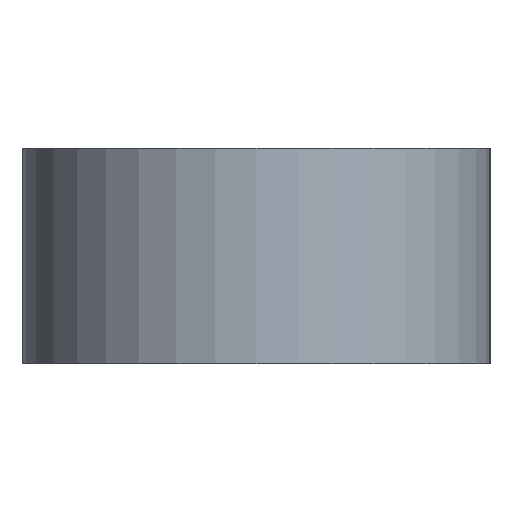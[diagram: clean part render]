
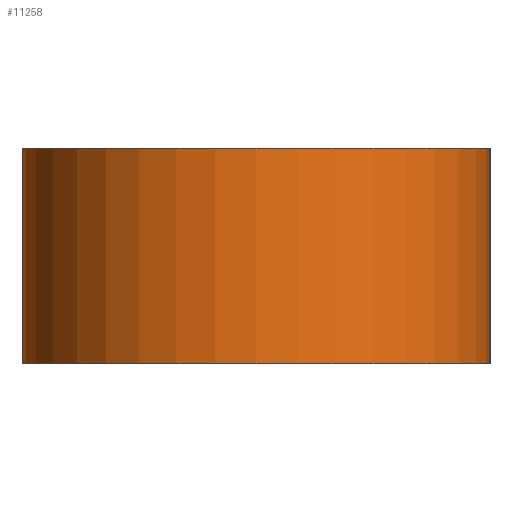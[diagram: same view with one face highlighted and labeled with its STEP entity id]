
A CAD part, left-side view. The second image highlights one B-rep face of the part: STEP entity #11258.
In plain terms, the highlighted cylindrical face has radius 27.2 mm (diameter 54.4 mm), a partial arc.
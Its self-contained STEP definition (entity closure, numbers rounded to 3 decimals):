
#1578=CARTESIAN_POINT('',(0.0,27.2,25.0));
#1579=VERTEX_POINT('',#1578);
#1586=CARTESIAN_POINT('',(0.0,-27.2,25.0));
#1587=VERTEX_POINT('',#1586);
#1588=CARTESIAN_POINT('',(0.0,0.0,25.0));
#1589=DIRECTION('',(0.0,0.0,-1.0));
#1590=DIRECTION('',(0.0,-1.0,0.0));
#1591=AXIS2_PLACEMENT_3D('',#1588,#1589,#1590);
#1592=CIRCLE('',#1591,27.2);
#1593=EDGE_CURVE('',#1587,#1579,#1592,.T.);
#5173=CARTESIAN_POINT('',(0.0,27.2,0.0));
#5174=VERTEX_POINT('',#5173);
#5192=CARTESIAN_POINT('',(0.0,-27.2,0.0));
#5193=VERTEX_POINT('',#5192);
#5200=CARTESIAN_POINT('',(0.0,0.0,0.0));
#5201=DIRECTION('',(0.0,0.0,-1.0));
#5202=DIRECTION('',(0.0,-1.0,0.0));
#5203=AXIS2_PLACEMENT_3D('',#5200,#5201,#5202);
#5204=CIRCLE('',#5203,27.2);
#5205=EDGE_CURVE('',#5193,#5174,#5204,.T.);
#11231=CARTESIAN_POINT('',(0.0,-27.2,0.0));
#11232=DIRECTION('',(0.0,0.0,1.0));
#11233=VECTOR('',#11232,25.0);
#11234=LINE('',#11231,#11233);
#11235=EDGE_CURVE('',#5193,#1587,#11234,.T.);
#11242=CARTESIAN_POINT('',(0.0,0.0,0.0));
#11243=DIRECTION('',(0.0,0.0,1.0));
#11244=DIRECTION('',(0.0,-1.0,0.0));
#11245=AXIS2_PLACEMENT_3D('',#11242,#11243,#11244);
#11246=CYLINDRICAL_SURFACE('',#11245,27.2);
#11247=ORIENTED_EDGE('',*,*,#1593,.T.);
#11248=CARTESIAN_POINT('',(0.0,27.2,0.0));
#11249=DIRECTION('',(0.0,0.0,1.0));
#11250=VECTOR('',#11249,25.0);
#11251=LINE('',#11248,#11250);
#11252=EDGE_CURVE('',#5174,#1579,#11251,.T.);
#11253=ORIENTED_EDGE('',*,*,#11252,.F.);
#11254=ORIENTED_EDGE('',*,*,#5205,.F.);
#11255=ORIENTED_EDGE('',*,*,#11235,.T.);
#11256=EDGE_LOOP('',(#11247,#11253,#11254,#11255));
#11257=FACE_OUTER_BOUND('',#11256,.T.);
#11258=ADVANCED_FACE('',(#11257),#11246,.T.);
